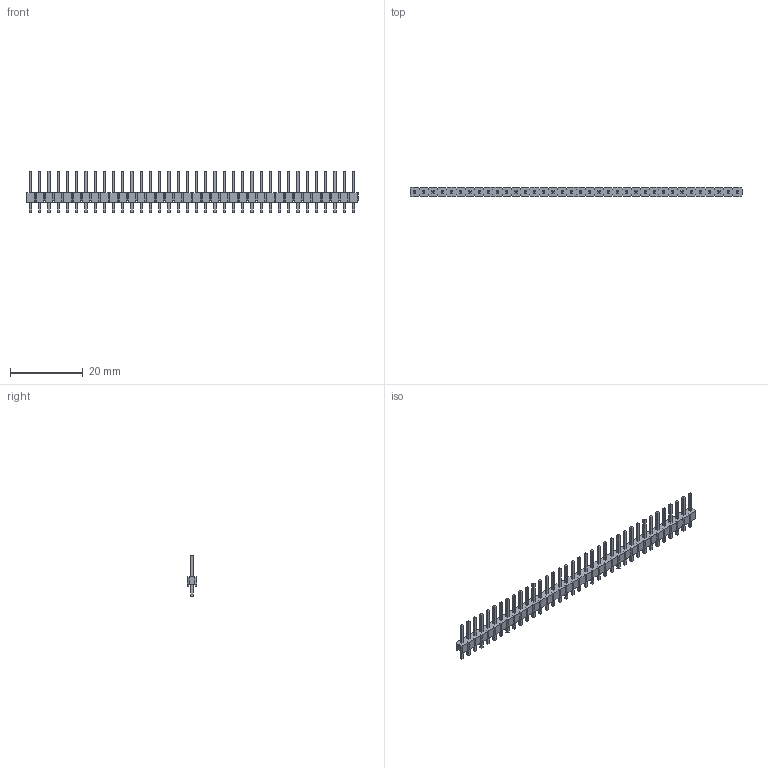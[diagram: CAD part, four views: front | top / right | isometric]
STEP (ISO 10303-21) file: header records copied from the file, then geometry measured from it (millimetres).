
FILE_DESCRIPTION(/* description */ ('Unknown'),/* implementation_level */ '2;1');
FILE_NAME(/* name */ 'J_Wurth_WR-PHD_61303611121',/* time_stamp */ '2025-04-02T11:43:14+08:00',/* author */ ('Unknown'),/* organization */ ('Unknown'),/* preprocessor_version */ 'ST-DEVELOPER v19.4',/* originating_system */ 'Solid Edge',/* authorisation */ 'Unknown');
FILE_SCHEMA (('AUTOMOTIVE_DESIGN {1 0 10303 214 3 1 1}'));
Length unit declared in the file: millimetre
Products named in the file (2): J_Wurth_WR-PHD_61303611121
Assembly tree (1 placements, depth 2):
  J_Wurth_WR-PHD_61303611121
    J_Wurth_WR-PHD_61303611121
Bounding box: 91.44 x 2.54 x 11.54 mm (x, y, z)
Volume: 622.2 mm3; surface area: 1955.8 mm2
Topology: 1 solids, 1 shells, 1012 faces, 2526 edges, 1588 vertices
Faces by surface type: plane 1012
Entity records: 36233 total; most frequent: CARTESIAN_POINT 5128, ORIENTED_EDGE 5052, DIRECTION 4554, EDGE_CURVE 2526, LINE 2526, VECTOR 2526, VERTEX_POINT 1588, EDGE_LOOP 1084
